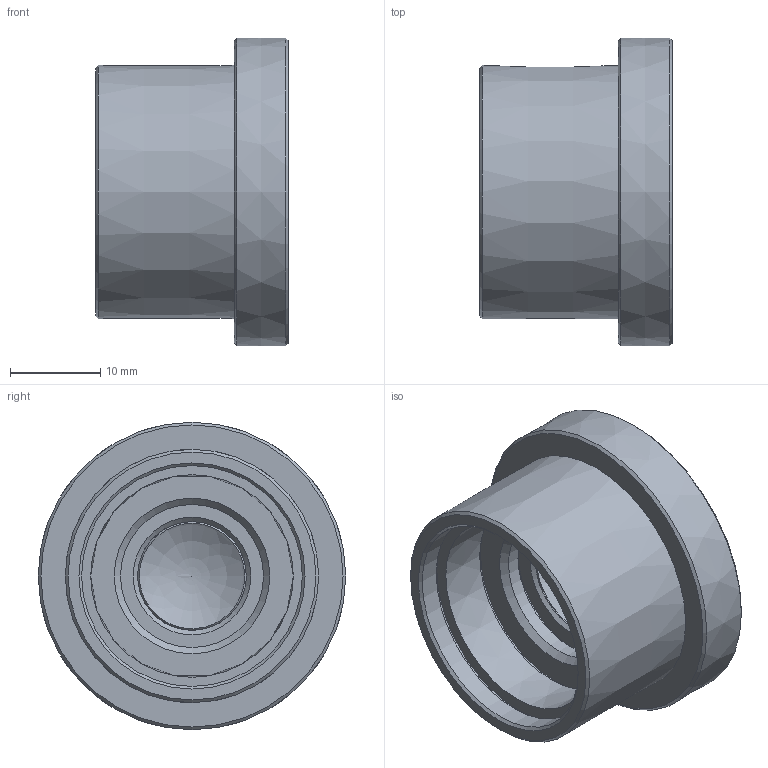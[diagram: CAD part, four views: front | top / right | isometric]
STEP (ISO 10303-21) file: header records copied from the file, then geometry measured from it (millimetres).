
FILE_DESCRIPTION (( 'STEP AP203' ), '1' );
FILE_NAME ('9.1mm.STEP', '2023-08-22T07:28:43', ( 'Windows User' ), ( 'P R C' ), 'SwSTEP 2.0', 'SolidWorks 2020', '' );
FILE_SCHEMA (( 'CONFIG_CONTROL_DESIGN' ));
Length unit declared in the file: millimetre
Products named in the file (1): 9.1mm
Bounding box: 21.3 x 34 x 34 mm (x, y, z)
Volume: 10096.8 mm3; surface area: 4825.7 mm2
Topology: 1 solids, 1 shells, 34 faces, 94 edges, 61 vertices
Faces by surface type: cone 31, bspline 2, cylinder 1
Full cylindrical faces by diameter (mm): 11.998 x1
Entity records: 946 total; most frequent: CARTESIAN_POINT 294, DIRECTION 132, ORIENTED_EDGE 70, AXIS2_PLACEMENT_3D 66, EDGE_LOOP 66, VERTEX_POINT 35, EDGE_CURVE 35, FACE_OUTER_BOUND 35
